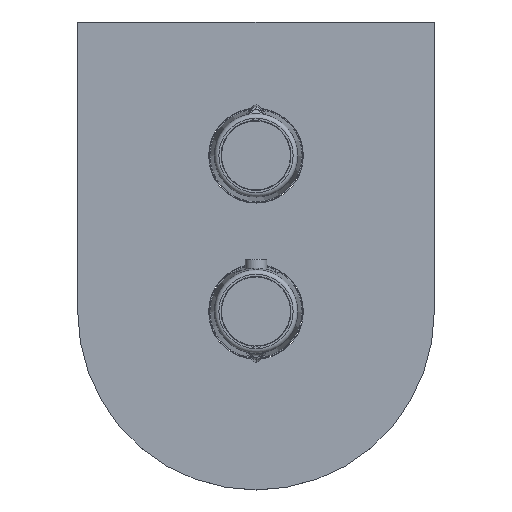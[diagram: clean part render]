
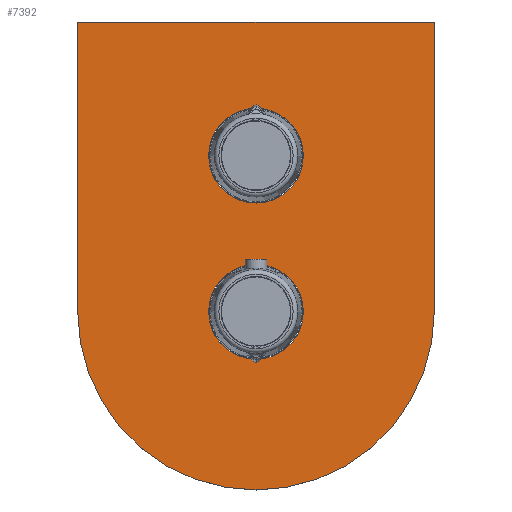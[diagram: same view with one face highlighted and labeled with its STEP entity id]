
A CAD part, top view. The second image highlights one B-rep face of the part: STEP entity #7392.
In plain terms, the highlighted planar face has unit normal (0, 0, 1).
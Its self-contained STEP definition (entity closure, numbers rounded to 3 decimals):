
#124 = CARTESIAN_POINT ( 'NONE',  ( -80., 0., 64.564 ) ) ;
#308 = CIRCLE ( 'NONE', #6979, 21.25 ) ;
#332 = CARTESIAN_POINT ( 'NONE',  ( 80., 0., 64.564 ) ) ;
#443 = CARTESIAN_POINT ( 'NONE',  ( 80., 130., 64.564 ) ) ;
#461 = FACE_BOUND ( 'NONE', #4499, .T. ) ;
#714 = DIRECTION ( 'NONE',  ( -1., 0., 0. ) ) ;
#947 = EDGE_LOOP ( 'NONE', ( #9747 ) ) ;
#1343 = AXIS2_PLACEMENT_3D ( 'NONE', #11663, #6935, #714 ) ;
#1558 = ORIENTED_EDGE ( 'NONE', *, *, #6951, .F. ) ;
#1797 = FACE_BOUND ( 'NONE', #947, .T. ) ;
#2103 = EDGE_CURVE ( 'NONE', #8112, #8112, #12097, .T. ) ;
#2488 = EDGE_CURVE ( 'NONE', #8429, #9802, #4725, .T. ) ;
#2918 = VERTEX_POINT ( 'NONE', #332 ) ;
#2919 = CARTESIAN_POINT ( 'NONE',  ( 80., 130., 64.564 ) ) ;
#3060 = PLANE ( 'NONE',  #5179 ) ;
#3513 = EDGE_CURVE ( 'NONE', #4580, #4580, #308, .T. ) ;
#3709 = CARTESIAN_POINT ( 'NONE',  ( 0., 70., 64.564 ) ) ;
#3767 = EDGE_LOOP ( 'NONE', ( #1558, #9109, #5407, #7201 ) ) ;
#4499 = EDGE_LOOP ( 'NONE', ( #10143 ) ) ;
#4580 = VERTEX_POINT ( 'NONE', #6307 ) ;
#4648 = DIRECTION ( 'NONE',  ( -1., 0., 0. ) ) ;
#4725 = LINE ( 'NONE', #10904, #8714 ) ;
#4814 = EDGE_CURVE ( 'NONE', #2918, #11997, #6190, .T. ) ;
#4859 = CARTESIAN_POINT ( 'NONE',  ( -80., 130., 64.564 ) ) ;
#5179 = AXIS2_PLACEMENT_3D ( 'NONE', #9592, #6804, #9639 ) ;
#5283 = VECTOR ( 'NONE', #6174, 1000. ) ;
#5407 = ORIENTED_EDGE ( 'NONE', *, *, #6993, .F. ) ;
#5532 = AXIS2_PLACEMENT_3D ( 'NONE', #7626, #11319, #7532 ) ;
#6027 = DIRECTION ( 'NONE',  ( 0., 1., 0. ) ) ;
#6174 = DIRECTION ( 'NONE',  ( 0., -1., 0. ) ) ;
#6190 = CIRCLE ( 'NONE', #1343, 80. ) ;
#6307 = CARTESIAN_POINT ( 'NONE',  ( -21.25, 70., 64.564 ) ) ;
#6804 = DIRECTION ( 'NONE',  ( 0., 0., -1. ) ) ;
#6935 = DIRECTION ( 'NONE',  ( 0., 0., -1. ) ) ;
#6940 = CARTESIAN_POINT ( 'NONE',  ( -80., 0., 64.564 ) ) ;
#6951 = EDGE_CURVE ( 'NONE', #11997, #8429, #10600, .T. ) ;
#6979 = AXIS2_PLACEMENT_3D ( 'NONE', #3709, #7536, #4648 ) ;
#6993 = EDGE_CURVE ( 'NONE', #9802, #2918, #11914, .T. ) ;
#7201 = ORIENTED_EDGE ( 'NONE', *, *, #2488, .F. ) ;
#7392 = ADVANCED_FACE ( 'NONE', ( #461, #1797, #9461 ), #3060, .F. ) ;
#7532 = DIRECTION ( 'NONE',  ( -1., 0., 0. ) ) ;
#7536 = DIRECTION ( 'NONE',  ( 0., 0., -1. ) ) ;
#7626 = CARTESIAN_POINT ( 'NONE',  ( 0., 0., 64.564 ) ) ;
#8112 = VERTEX_POINT ( 'NONE', #9267 ) ;
#8429 = VERTEX_POINT ( 'NONE', #4859 ) ;
#8714 = VECTOR ( 'NONE', #9978, 1000. ) ;
#9109 = ORIENTED_EDGE ( 'NONE', *, *, #4814, .F. ) ;
#9267 = CARTESIAN_POINT ( 'NONE',  ( -21.25, 0., 64.564 ) ) ;
#9461 = FACE_OUTER_BOUND ( 'NONE', #3767, .T. ) ;
#9592 = CARTESIAN_POINT ( 'NONE',  ( 0., 0., 64.564 ) ) ;
#9639 = DIRECTION ( 'NONE',  ( -1., 0., 0. ) ) ;
#9747 = ORIENTED_EDGE ( 'NONE', *, *, #3513, .T. ) ;
#9802 = VERTEX_POINT ( 'NONE', #2919 ) ;
#9978 = DIRECTION ( 'NONE',  ( 1., 0., 0. ) ) ;
#10143 = ORIENTED_EDGE ( 'NONE', *, *, #2103, .T. ) ;
#10600 = LINE ( 'NONE', #6940, #12213 ) ;
#10904 = CARTESIAN_POINT ( 'NONE',  ( -80., 130., 64.564 ) ) ;
#11319 = DIRECTION ( 'NONE',  ( 0., 0., -1. ) ) ;
#11663 = CARTESIAN_POINT ( 'NONE',  ( 0., 0., 64.564 ) ) ;
#11914 = LINE ( 'NONE', #443, #5283 ) ;
#11997 = VERTEX_POINT ( 'NONE', #124 ) ;
#12097 = CIRCLE ( 'NONE', #5532, 21.25 ) ;
#12213 = VECTOR ( 'NONE', #6027, 1000. ) ;
